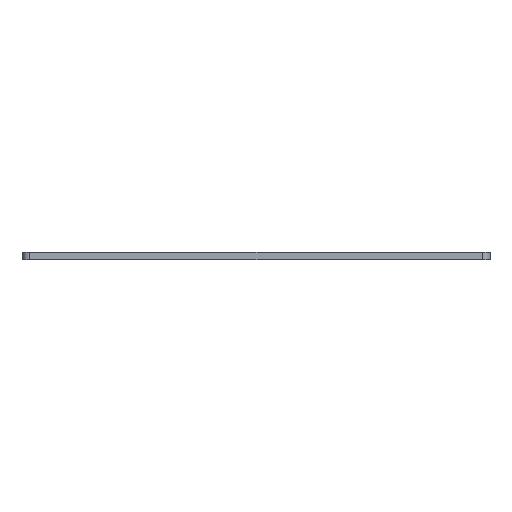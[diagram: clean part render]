
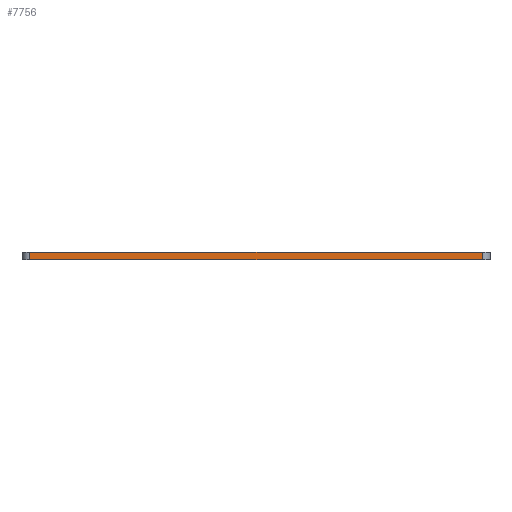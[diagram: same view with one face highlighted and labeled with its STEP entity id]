
A CAD part, left-side view. The second image highlights one B-rep face of the part: STEP entity #7756.
In plain terms, the highlighted planar face has unit normal (-1, 0, 0).
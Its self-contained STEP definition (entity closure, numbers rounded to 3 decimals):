
#406=PLANE('',#8095);
#736=FACE_OUTER_BOUND('',#1185,.T.);
#1185=EDGE_LOOP('',(#6562,#6563,#6564,#6565));
#1729=LINE('',#14071,#2403);
#1808=LINE('',#14397,#2482);
#1810=LINE('',#14401,#2484);
#1811=LINE('',#14402,#2485);
#2403=VECTOR('',#8857,10.);
#2482=VECTOR('',#9116,10.);
#2484=VECTOR('',#9120,10.);
#2485=VECTOR('',#9121,10.);
#3514=VERTEX_POINT('',#14068);
#3515=VERTEX_POINT('',#14070);
#3672=VERTEX_POINT('',#14395);
#3673=VERTEX_POINT('',#14400);
#4527=EDGE_CURVE('',#3514,#3515,#1729,.T.);
#4687=EDGE_CURVE('',#3672,#3514,#1808,.T.);
#4689=EDGE_CURVE('',#3673,#3672,#1810,.T.);
#4690=EDGE_CURVE('',#3515,#3673,#1811,.T.);
#6562=ORIENTED_EDGE('',*,*,#4687,.F.);
#6563=ORIENTED_EDGE('',*,*,#4689,.F.);
#6564=ORIENTED_EDGE('',*,*,#4690,.F.);
#6565=ORIENTED_EDGE('',*,*,#4527,.F.);
#7756=ADVANCED_FACE('',(#736),#406,.T.);
#8095=AXIS2_PLACEMENT_3D('',#14399,#9118,#9119);
#8857=DIRECTION('',(0.,1.,0.));
#9116=DIRECTION('',(0.,0.,-1.));
#9118=DIRECTION('center_axis',(-1.,0.,0.));
#9119=DIRECTION('ref_axis',(0.,-1.,0.));
#9120=DIRECTION('',(0.,-1.,0.));
#9121=DIRECTION('',(0.,0.,1.));
#14068=CARTESIAN_POINT('',(127.985,-67.086,-1.));
#14070=CARTESIAN_POINT('',(127.985,49.076,-1.));
#14071=CARTESIAN_POINT('',(127.985,-69.086,-1.));
#14395=CARTESIAN_POINT('',(127.985,-67.086,1.));
#14397=CARTESIAN_POINT('',(127.985,-67.086,-1.));
#14399=CARTESIAN_POINT('Origin',(127.985,51.076,-1.));
#14400=CARTESIAN_POINT('',(127.985,49.076,1.));
#14401=CARTESIAN_POINT('',(127.985,-69.086,1.));
#14402=CARTESIAN_POINT('',(127.985,49.076,-1.));
